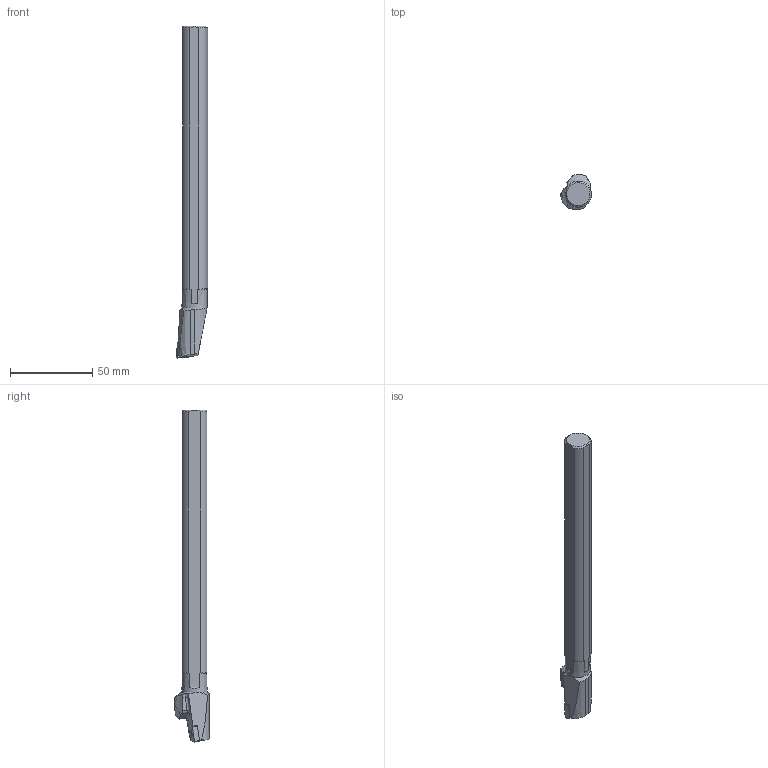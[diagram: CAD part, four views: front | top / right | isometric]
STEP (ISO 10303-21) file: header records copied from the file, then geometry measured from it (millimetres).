
FILE_DESCRIPTION(('STEP'), '1');
FILE_NAME('', '2020-09-22T15:15:23', (''), (''), 'Express v3.0.0.0', 'Express Tool', 'Unknown');
FILE_SCHEMA(('AUTOMOTIVE_DESIGN'));
Length unit declared in the file: millimetre
Products named in the file (5): 2537364f-5970-45c6-ba14-99530729f9f7; 1;13220b0b-7d5c-465c-8c49-d5220e6e8eaa; 6207309530861525212; NOCUT; ASSEMBLY_CONSTRUCTION
Assembly tree (4 placements, depth 3):
  2537364f-5970-45c6-ba14-99530729f9f7
    1;13220b0b-7d5c-465c-8c49-d5220e6e8eaa
      6207309530861525212
      NOCUT
    ASSEMBLY_CONSTRUCTION
Bounding box: 18.88 x 21.03 x 201.29 mm (x, y, z)
Volume: 38323.3 mm3; surface area: 10760.3 mm2
Topology: 2 solids, 2 shells, 70 faces, 191 edges, 127 vertices
Faces by surface type: bspline 70
Entity records: 3246 total; most frequent: CARTESIAN_POINT 1636, ORIENTED_EDGE 380, DIRECTION 224, EDGE_CURVE 190, VERTEX_POINT 125, LINE 84, VECTOR 84, EDGE_LOOP 73
